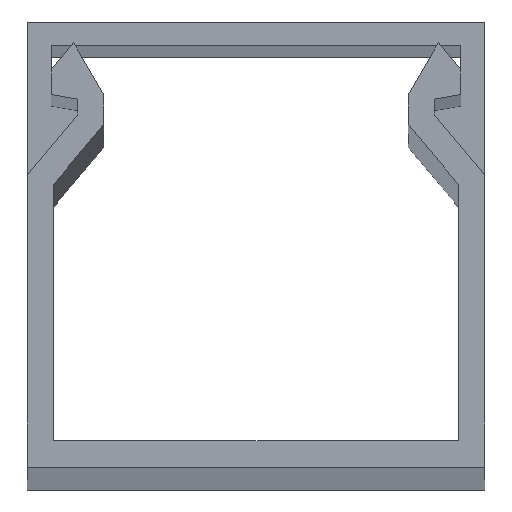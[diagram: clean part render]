
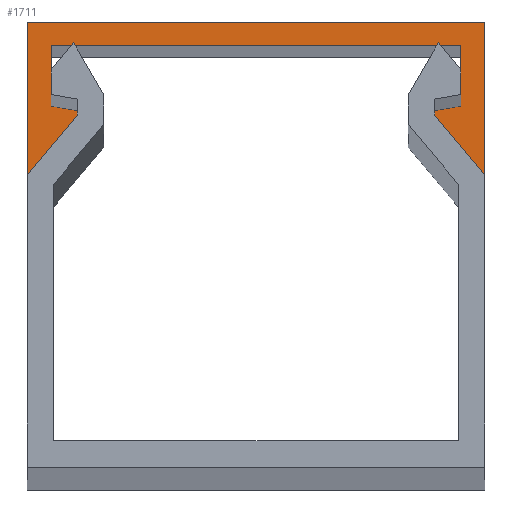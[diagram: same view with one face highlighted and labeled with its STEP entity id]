
A CAD part, top view. The second image highlights one B-rep face of the part: STEP entity #1711.
In plain terms, the highlighted planar face has unit normal (0, 0, 1).
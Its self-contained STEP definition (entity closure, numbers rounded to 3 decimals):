
#16 = LINE ( 'NONE', #170, #1445 ) ;
#21 = VERTEX_POINT ( 'NONE', #122 ) ;
#46 = CARTESIAN_POINT ( 'NONE',  ( 41.919, 53.951, 250. ) ) ;
#55 = CARTESIAN_POINT ( 'NONE',  ( 58.419, 0., 250. ) ) ;
#76 = EDGE_CURVE ( 'NONE', #1556, #1572, #709, .T. ) ;
#122 = CARTESIAN_POINT ( 'NONE',  ( 41.019, 57.151, 250. ) ) ;
#135 = CARTESIAN_POINT ( 'NONE',  ( 43.181, 53.729, 250. ) ) ;
#141 = EDGE_CURVE ( 'NONE', #1556, #1667, #644, .T. ) ;
#157 = EDGE_CURVE ( 'NONE', #1481, #1203, #651, .T. ) ;
#170 = CARTESIAN_POINT ( 'NONE',  ( 57.519, 0., 250. ) ) ;
#182 = DIRECTION ( 'NONE',  ( -1., 0., 0. ) ) ;
#208 = CARTESIAN_POINT ( 'NONE',  ( 41.919, 0., 250. ) ) ;
#284 = LINE ( 'NONE', #501, #447 ) ;
#301 = LINE ( 'NONE', #55, #1737 ) ;
#302 = CARTESIAN_POINT ( 'NONE',  ( 57.519, 56.251, 250. ) ) ;
#314 = ORIENTED_EDGE ( 'NONE', *, *, #470, .T. ) ;
#357 = CARTESIAN_POINT ( 'NONE',  ( 0., 0., 250. ) ) ;
#426 = CARTESIAN_POINT ( 'NONE',  ( 43.181, 53.729, 250. ) ) ;
#447 = VECTOR ( 'NONE', #1752, 1000. ) ;
#449 = DIRECTION ( 'NONE',  ( 0., 1., 0. ) ) ;
#451 = EDGE_CURVE ( 'NONE', #843, #911, #1397, .T. ) ;
#453 = DIRECTION ( 'NONE',  ( -0.985, 0.174, 0. ) ) ;
#470 = EDGE_CURVE ( 'NONE', #1572, #893, #301, .T. ) ;
#484 = DIRECTION ( 'NONE',  ( 1., 0., 0. ) ) ;
#501 = CARTESIAN_POINT ( 'NONE',  ( 41.019, 0., 250. ) ) ;
#504 = EDGE_CURVE ( 'NONE', #805, #911, #1670, .T. ) ;
#560 = DIRECTION ( 'NONE',  ( 0., -1., 0. ) ) ;
#570 = DIRECTION ( 'NONE',  ( 0., 1., 0. ) ) ;
#594 = CARTESIAN_POINT ( 'NONE',  ( 41.019, 51.152, 250. ) ) ;
#604 = DIRECTION ( 'NONE',  ( -1., 0., 0. ) ) ;
#607 = EDGE_LOOP ( 'NONE', ( #1525, #1005, #1685, #1309, #1193, #314, #1122, #1704, #900, #1245 ) ) ;
#623 = VECTOR ( 'NONE', #702, 1000. ) ;
#644 = LINE ( 'NONE', #1096, #647 ) ;
#647 = VECTOR ( 'NONE', #951, 1000. ) ;
#651 = LINE ( 'NONE', #1199, #623 ) ;
#668 = EDGE_CURVE ( 'NONE', #1203, #805, #1177, .T. ) ;
#688 = VECTOR ( 'NONE', #775, 1000. ) ;
#702 = DIRECTION ( 'NONE',  ( 0.643, 0.766, 0. ) ) ;
#709 = LINE ( 'NONE', #765, #688 ) ;
#765 = CARTESIAN_POINT ( 'NONE',  ( 56.591, 53.33, 250. ) ) ;
#775 = DIRECTION ( 'NONE',  ( 0.643, -0.766, 0. ) ) ;
#783 = VECTOR ( 'NONE', #570, 1000. ) ;
#805 = VERTEX_POINT ( 'NONE', #46 ) ;
#843 = VERTEX_POINT ( 'NONE', #302 ) ;
#893 = VERTEX_POINT ( 'NONE', #1332 ) ;
#900 = ORIENTED_EDGE ( 'NONE', *, *, #157, .T. ) ;
#911 = VERTEX_POINT ( 'NONE', #1680 ) ;
#951 = DIRECTION ( 'NONE',  ( 0.985, 0.174, 0. ) ) ;
#992 = EDGE_CURVE ( 'NONE', #843, #1667, #16, .T. ) ;
#1005 = ORIENTED_EDGE ( 'NONE', *, *, #451, .F. ) ;
#1014 = EDGE_CURVE ( 'NONE', #893, #21, #1302, .T. ) ;
#1016 = AXIS2_PLACEMENT_3D ( 'NONE', #357, #1349, #484 ) ;
#1096 = CARTESIAN_POINT ( 'NONE',  ( 56.257, 53.729, 250. ) ) ;
#1100 = VECTOR ( 'NONE', #453, 1000. ) ;
#1122 = ORIENTED_EDGE ( 'NONE', *, *, #1014, .T. ) ;
#1177 = LINE ( 'NONE', #426, #1100 ) ;
#1184 = CARTESIAN_POINT ( 'NONE',  ( 56.257, 53.729, 250. ) ) ;
#1193 = ORIENTED_EDGE ( 'NONE', *, *, #76, .T. ) ;
#1199 = CARTESIAN_POINT ( 'NONE',  ( 41.725, 51.994, 250. ) ) ;
#1203 = VERTEX_POINT ( 'NONE', #135 ) ;
#1245 = ORIENTED_EDGE ( 'NONE', *, *, #668, .T. ) ;
#1251 = FACE_OUTER_BOUND ( 'NONE', #607, .T. ) ;
#1302 = LINE ( 'NONE', #1718, #1676 ) ;
#1309 = ORIENTED_EDGE ( 'NONE', *, *, #141, .F. ) ;
#1332 = CARTESIAN_POINT ( 'NONE',  ( 58.419, 57.151, 250. ) ) ;
#1349 = DIRECTION ( 'NONE',  ( 0., 0., 1. ) ) ;
#1372 = CARTESIAN_POINT ( 'NONE',  ( 58.419, 51.152, 250. ) ) ;
#1397 = LINE ( 'NONE', #1594, #1710 ) ;
#1445 = VECTOR ( 'NONE', #560, 1000. ) ;
#1481 = VERTEX_POINT ( 'NONE', #594 ) ;
#1519 = EDGE_CURVE ( 'NONE', #21, #1481, #284, .T. ) ;
#1525 = ORIENTED_EDGE ( 'NONE', *, *, #504, .T. ) ;
#1556 = VERTEX_POINT ( 'NONE', #1184 ) ;
#1572 = VERTEX_POINT ( 'NONE', #1372 ) ;
#1594 = CARTESIAN_POINT ( 'NONE',  ( 57.519, 56.251, 250. ) ) ;
#1632 = PLANE ( 'NONE',  #1016 ) ;
#1667 = VERTEX_POINT ( 'NONE', #1751 ) ;
#1670 = LINE ( 'NONE', #208, #783 ) ;
#1676 = VECTOR ( 'NONE', #604, 1000. ) ;
#1680 = CARTESIAN_POINT ( 'NONE',  ( 41.919, 56.251, 250. ) ) ;
#1685 = ORIENTED_EDGE ( 'NONE', *, *, #992, .T. ) ;
#1704 = ORIENTED_EDGE ( 'NONE', *, *, #1519, .T. ) ;
#1710 = VECTOR ( 'NONE', #182, 1000. ) ;
#1711 = ADVANCED_FACE ( 'NONE', ( #1251 ), #1632, .T. ) ;
#1718 = CARTESIAN_POINT ( 'NONE',  ( 0., 57.151, 250. ) ) ;
#1737 = VECTOR ( 'NONE', #449, 1000. ) ;
#1751 = CARTESIAN_POINT ( 'NONE',  ( 57.519, 53.951, 250. ) ) ;
#1752 = DIRECTION ( 'NONE',  ( 0., -1., 0. ) ) ;
